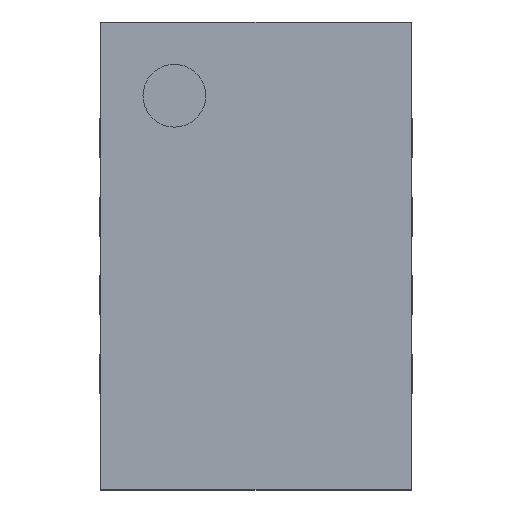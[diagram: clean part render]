
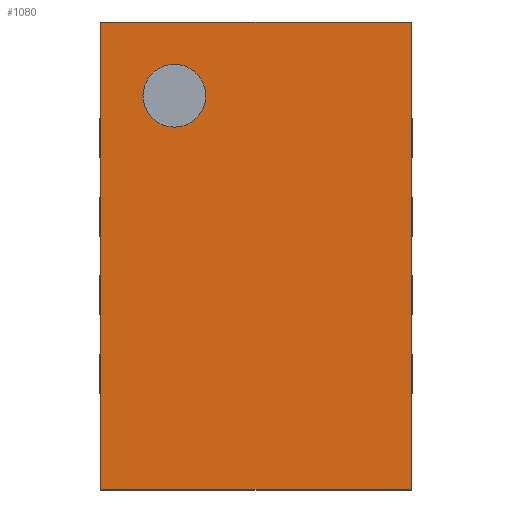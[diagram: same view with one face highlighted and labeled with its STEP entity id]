
A CAD part, top view. The second image highlights one B-rep face of the part: STEP entity #1080.
In plain terms, the highlighted planar face has unit normal (0, 0, 1).
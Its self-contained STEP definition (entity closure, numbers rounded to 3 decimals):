
#12=DIRECTION('',(0.,0.,1.));
#95=DIRECTION('',(0.,0.,-1.));
#152=VECTOR('',#153,1.);
#153=DIRECTION('',(0.,-1.,0.));
#159=VECTOR('',#160,1.);
#160=DIRECTION('',(1.,0.,0.));
#381=VERTEX_POINT('',#382);
#382=CARTESIAN_POINT('',(-0.99,1.49,0.77));
#384=ORIENTED_EDGE('',*,*,#385,.T.);
#385=EDGE_CURVE('',#381,#386,#388,.T.);
#386=VERTEX_POINT('',#387);
#387=CARTESIAN_POINT('',(-0.99,-1.49,0.77));
#388=LINE('',#382,#152);
#466=VERTEX_POINT('',#467);
#467=CARTESIAN_POINT('',(0.99,1.49,0.77));
#470=EDGE_CURVE('',#466,#471,#473,.T.);
#471=VERTEX_POINT('',#472);
#472=CARTESIAN_POINT('',(0.99,-1.49,0.77));
#473=LINE('',#467,#152);
#548=ORIENTED_EDGE('',*,*,#549,.F.);
#549=EDGE_CURVE('',#381,#466,#550,.T.);
#550=LINE('',#382,#159);
#1000=EDGE_CURVE('',#386,#471,#1001,.T.);
#1001=LINE('',#387,#159);
#1080=ADVANCED_FACE('',(#1081,#1085),#1094,.T.);
#1081=FACE_BOUND('',#1082,.T.);
#1082=EDGE_LOOP('',(#548,#384,#1083,#1084));
#1083=ORIENTED_EDGE('',*,*,#1000,.T.);
#1084=ORIENTED_EDGE('',*,*,#470,.F.);
#1085=FACE_BOUND('',#1086,.T.);
#1086=EDGE_LOOP('',(#1087));
#1087=ORIENTED_EDGE('',*,*,#1088,.T.);
#1088=EDGE_CURVE('',#1089,#1089,#1091,.T.);
#1089=VERTEX_POINT('',#1090);
#1090=CARTESIAN_POINT('',(-0.52,0.82,0.77));
#1091=CIRCLE('',#1092,0.2);
#1092=AXIS2_PLACEMENT_3D('',#1093,#95,#153);
#1093=CARTESIAN_POINT('',(-0.52,1.02,0.77));
#1094=PLANE('',#1095);
#1095=AXIS2_PLACEMENT_3D('',#382,#12,#153);
